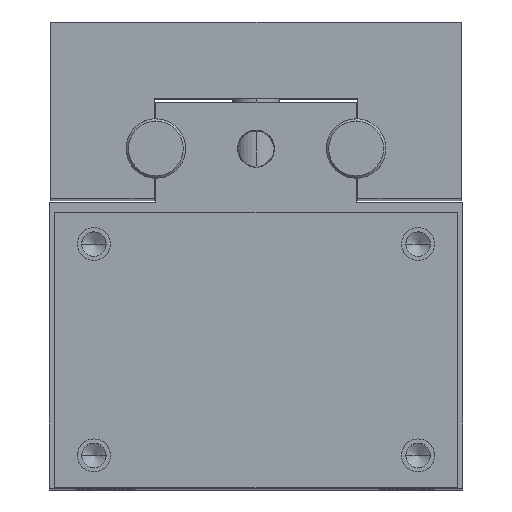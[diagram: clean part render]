
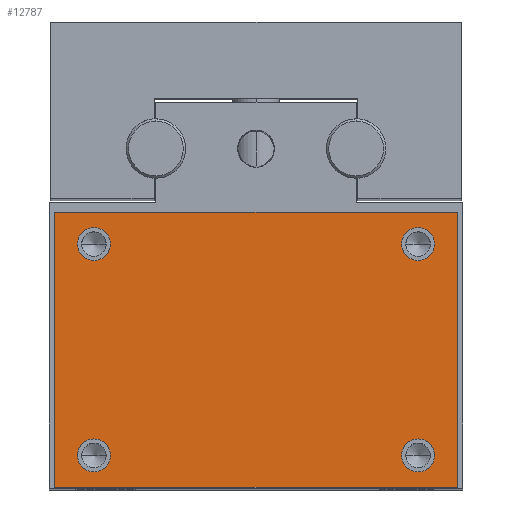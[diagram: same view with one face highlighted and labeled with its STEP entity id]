
A CAD part, top view. The second image highlights one B-rep face of the part: STEP entity #12787.
In plain terms, the highlighted planar face has unit normal (0, 0, 1).
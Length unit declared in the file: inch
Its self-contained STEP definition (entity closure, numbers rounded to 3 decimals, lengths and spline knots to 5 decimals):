
#9515=CARTESIAN_POINT('',(-0.7615,-0.8382,2.787));
#9516=VERTEX_POINT('',#9515);
#9532=CARTESIAN_POINT('',(-0.9345,-0.8382,2.787));
#9533=VERTEX_POINT('',#9532);
#9540=CARTESIAN_POINT('',(-0.848,-0.8382,2.787));
#9541=DIRECTION('',(0.0,0.0,-1.0));
#9542=DIRECTION('',(1.0,0.0,0.0));
#9543=AXIS2_PLACEMENT_3D('',#9540,#9541,#9542);
#9544=CIRCLE('',#9543,0.0865);
#9545=EDGE_CURVE('',#9516,#9533,#9544,.T.);
#9578=CARTESIAN_POINT('',(0.9345,0.2678,2.787));
#9579=VERTEX_POINT('',#9578);
#9595=CARTESIAN_POINT('',(0.7615,0.2678,2.787));
#9596=VERTEX_POINT('',#9595);
#9603=CARTESIAN_POINT('',(0.848,0.2678,2.787));
#9604=DIRECTION('',(0.0,0.0,-1.0));
#9605=DIRECTION('',(1.0,0.0,0.0));
#9606=AXIS2_PLACEMENT_3D('',#9603,#9604,#9605);
#9607=CIRCLE('',#9606,0.0865);
#9608=EDGE_CURVE('',#9579,#9596,#9607,.T.);
#9641=CARTESIAN_POINT('',(-0.7615,0.2678,2.787));
#9642=VERTEX_POINT('',#9641);
#9658=CARTESIAN_POINT('',(-0.9345,0.2678,2.787));
#9659=VERTEX_POINT('',#9658);
#9666=CARTESIAN_POINT('',(-0.848,0.2678,2.787));
#9667=DIRECTION('',(0.0,0.0,-1.0));
#9668=DIRECTION('',(1.0,0.0,0.0));
#9669=AXIS2_PLACEMENT_3D('',#9666,#9667,#9668);
#9670=CIRCLE('',#9669,0.0865);
#9671=EDGE_CURVE('',#9642,#9659,#9670,.T.);
#9704=CARTESIAN_POINT('',(0.9345,-0.8382,2.787));
#9705=VERTEX_POINT('',#9704);
#9721=CARTESIAN_POINT('',(0.7615,-0.8382,2.787));
#9722=VERTEX_POINT('',#9721);
#9729=CARTESIAN_POINT('',(0.848,-0.8382,2.787));
#9730=DIRECTION('',(0.0,0.0,-1.0));
#9731=DIRECTION('',(1.0,0.0,0.0));
#9732=AXIS2_PLACEMENT_3D('',#9729,#9730,#9731);
#9733=CIRCLE('',#9732,0.0865);
#9734=EDGE_CURVE('',#9705,#9722,#9733,.T.);
#12483=CARTESIAN_POINT('',(0.848,-0.8382,2.787));
#12484=DIRECTION('',(0.0,0.0,-1.0));
#12485=DIRECTION('',(1.0,0.0,0.0));
#12486=AXIS2_PLACEMENT_3D('',#12483,#12484,#12485);
#12487=CIRCLE('',#12486,0.0865);
#12488=EDGE_CURVE('',#9722,#9705,#12487,.T.);
#12528=CARTESIAN_POINT('',(-0.848,0.2678,2.787));
#12529=DIRECTION('',(0.0,0.0,-1.0));
#12530=DIRECTION('',(1.0,0.0,0.0));
#12531=AXIS2_PLACEMENT_3D('',#12528,#12529,#12530);
#12532=CIRCLE('',#12531,0.0865);
#12533=EDGE_CURVE('',#9659,#9642,#12532,.T.);
#12573=CARTESIAN_POINT('',(0.848,0.2678,2.787));
#12574=DIRECTION('',(0.0,0.0,-1.0));
#12575=DIRECTION('',(1.0,0.0,0.0));
#12576=AXIS2_PLACEMENT_3D('',#12573,#12574,#12575);
#12577=CIRCLE('',#12576,0.0865);
#12578=EDGE_CURVE('',#9596,#9579,#12577,.T.);
#12618=CARTESIAN_POINT('',(-0.848,-0.8382,2.787));
#12619=DIRECTION('',(0.0,0.0,-1.0));
#12620=DIRECTION('',(1.0,0.0,0.0));
#12621=AXIS2_PLACEMENT_3D('',#12618,#12619,#12620);
#12622=CIRCLE('',#12621,0.0865);
#12623=EDGE_CURVE('',#9533,#9516,#12622,.T.);
#12641=CARTESIAN_POINT('',(1.0525,0.4339,2.787));
#12642=VERTEX_POINT('',#12641);
#12643=CARTESIAN_POINT('',(1.0525,-1.0043,2.787));
#12644=VERTEX_POINT('',#12643);
#12645=CARTESIAN_POINT('',(1.0525,0.4339,2.787));
#12646=DIRECTION('',(0.0,-1.0,0.0));
#12647=VECTOR('',#12646,1.4382);
#12648=LINE('',#12645,#12647);
#12649=EDGE_CURVE('',#12642,#12644,#12648,.T.);
#12681=CARTESIAN_POINT('',(-1.0525,-1.0043,2.787));
#12682=VERTEX_POINT('',#12681);
#12683=CARTESIAN_POINT('',(1.0525,-1.0043,2.787));
#12684=DIRECTION('',(-1.0,0.0,0.0));
#12685=VECTOR('',#12684,2.105);
#12686=LINE('',#12683,#12685);
#12687=EDGE_CURVE('',#12644,#12682,#12686,.T.);
#12712=CARTESIAN_POINT('',(-1.0525,0.4339,2.787));
#12713=VERTEX_POINT('',#12712);
#12714=CARTESIAN_POINT('',(-1.0525,-1.0043,2.787));
#12715=DIRECTION('',(0.0,1.0,0.0));
#12716=VECTOR('',#12715,1.4382);
#12717=LINE('',#12714,#12716);
#12718=EDGE_CURVE('',#12682,#12713,#12717,.T.);
#12743=CARTESIAN_POINT('',(-1.0525,0.4339,2.787));
#12744=DIRECTION('',(1.0,0.0,0.0));
#12745=VECTOR('',#12744,2.105);
#12746=LINE('',#12743,#12745);
#12747=EDGE_CURVE('',#12713,#12642,#12746,.T.);
#12760=CARTESIAN_POINT('',(0.,-0.2852,2.787));
#12761=DIRECTION('',(0.0,0.0,1.0));
#12762=DIRECTION('',(1.0,0.0,0.0));
#12763=AXIS2_PLACEMENT_3D('',#12760,#12761,#12762);
#12764=PLANE('',#12763);
#12765=ORIENTED_EDGE('',*,*,#12649,.F.);
#12766=ORIENTED_EDGE('',*,*,#12747,.F.);
#12767=ORIENTED_EDGE('',*,*,#12718,.F.);
#12768=ORIENTED_EDGE('',*,*,#12687,.F.);
#12769=EDGE_LOOP('',(#12765,#12766,#12767,#12768));
#12770=FACE_OUTER_BOUND('',#12769,.T.);
#12771=ORIENTED_EDGE('',*,*,#9734,.T.);
#12772=ORIENTED_EDGE('',*,*,#12488,.T.);
#12773=EDGE_LOOP('',(#12771,#12772));
#12774=FACE_BOUND('',#12773,.T.);
#12775=ORIENTED_EDGE('',*,*,#9671,.T.);
#12776=ORIENTED_EDGE('',*,*,#12533,.T.);
#12777=EDGE_LOOP('',(#12775,#12776));
#12778=FACE_BOUND('',#12777,.T.);
#12779=ORIENTED_EDGE('',*,*,#9608,.T.);
#12780=ORIENTED_EDGE('',*,*,#12578,.T.);
#12781=EDGE_LOOP('',(#12779,#12780));
#12782=FACE_BOUND('',#12781,.T.);
#12783=ORIENTED_EDGE('',*,*,#9545,.T.);
#12784=ORIENTED_EDGE('',*,*,#12623,.T.);
#12785=EDGE_LOOP('',(#12783,#12784));
#12786=FACE_BOUND('',#12785,.T.);
#12787=ADVANCED_FACE('',(#12770,#12774,#12778,#12782,#12786),#12764,.T.);
